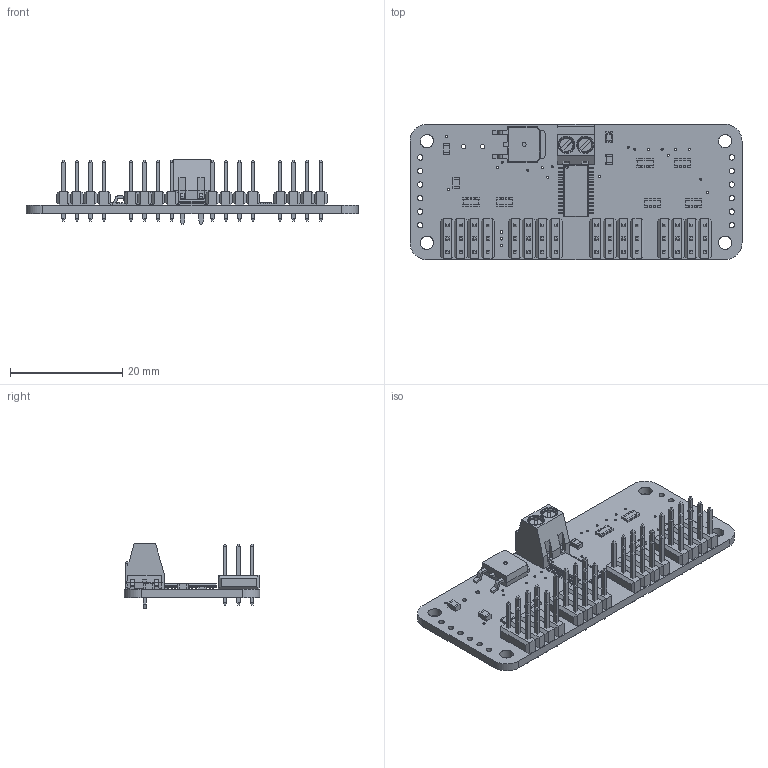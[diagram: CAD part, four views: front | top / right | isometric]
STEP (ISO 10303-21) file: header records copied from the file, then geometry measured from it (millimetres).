
FILE_DESCRIPTION(('FreeCAD Model'),'2;1');
FILE_NAME('Open CASCADE Shape Model','2025-05-03T19:18:53',('FreeCAD'),( 'FreeCAD'),'Open CASCADE STEP processor 7.6','FreeCAD','Unknown');
FILE_SCHEMA(('AUTOMOTIVE_DESIGN { 1 0 10303 214 1 1 1 1 }'));
Products named in the file (1): Open CASCADE STEP translator 7.6 1
Bounding box: 59.03 x 24.09 x 11.48 mm (x, y, z)
Volume: 3197.8 mm3; surface area: 6336.5 mm2
Topology: 100 solids, 100 shells, 2087 faces, 4986 edges, 3092 vertices
Faces by surface type: bspline 2087
Entity records: 57542 total; most frequent: CARTESIAN_POINT 26503, ORIENTED_EDGE 9932, EDGE_CURVE 4966, B_SPLINE_CURVE_WITH_KNOTS 4382, VERTEX_POINT 3092, FACE_BOUND 2292, EDGE_LOOP 2292, ADVANCED_FACE 2087
